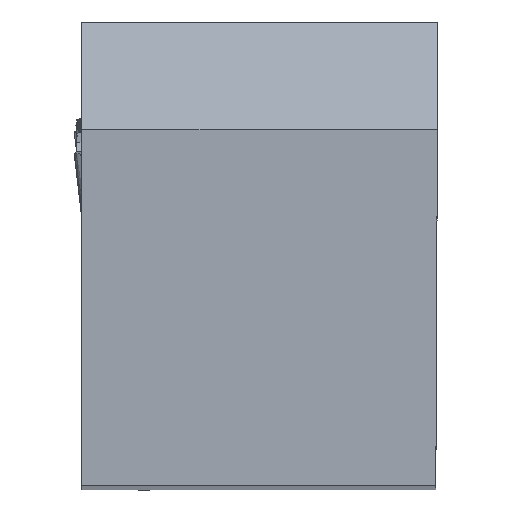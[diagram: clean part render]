
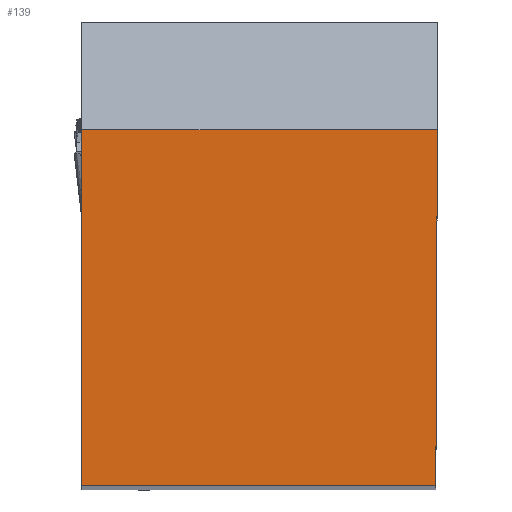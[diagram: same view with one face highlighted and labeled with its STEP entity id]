
A CAD part, top view. The second image highlights one B-rep face of the part: STEP entity #139.
In plain terms, the highlighted planar face has unit normal (0, 0, 1).
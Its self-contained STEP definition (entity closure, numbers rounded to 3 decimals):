
#139=ADVANCED_FACE('BLANK_BOXF006',(#248),#203,.T.);
#203=PLANE('',#1440);
#248=FACE_OUTER_BOUND('',#314,.T.);
#314=EDGE_LOOP('',(#510,#511,#512,#513));
#510=ORIENTED_EDGE('',*,*,#968,.F.);
#511=ORIENTED_EDGE('',*,*,#992,.F.);
#512=ORIENTED_EDGE('',*,*,#938,.F.);
#513=ORIENTED_EDGE('',*,*,#985,.T.);
#812=VERTEX_POINT('',#1809);
#813=VERTEX_POINT('',#1811);
#841=VERTEX_POINT('',#1898);
#842=VERTEX_POINT('',#1900);
#938=EDGE_CURVE('',#812,#813,#1122,.T.);
#968=EDGE_CURVE('',#841,#842,#1143,.T.);
#985=EDGE_CURVE('',#812,#842,#1156,.T.);
#992=EDGE_CURVE('',#813,#841,#1161,.T.);
#1122=LINE('',#1810,#1244);
#1143=LINE('',#1899,#1265);
#1156=LINE('',#1940,#1278);
#1161=LINE('',#1965,#1283);
#1244=VECTOR('',#1513,1.);
#1265=VECTOR('',#1544,1.);
#1278=VECTOR('',#1569,1.);
#1283=VECTOR('',#1584,1.);
#1440=AXIS2_PLACEMENT_3D('',#1966,#1585,#1586);
#1513=DIRECTION('',(0.,1.,0.));
#1544=DIRECTION('',(-0.004,-1.,0.));
#1569=DIRECTION('',(1.,0.,0.));
#1584=DIRECTION('',(1.,0.,0.));
#1585=DIRECTION('',(0.,0.,1.));
#1586=DIRECTION('',(-1.,0.,0.));
#1809=CARTESIAN_POINT('',(-15.9,0.,0.));
#1810=CARTESIAN_POINT('',(-15.9,21.9,0.));
#1811=CARTESIAN_POINT('',(-15.9,15.9,0.));
#1898=CARTESIAN_POINT('',(0.,15.9,0.));
#1899=CARTESIAN_POINT('',(0.027,21.996,0.));
#1900=CARTESIAN_POINT('',(-0.069,0.,0.));
#1940=CARTESIAN_POINT('',(22.,0.,0.));
#1965=CARTESIAN_POINT('',(22.,15.9,0.));
#1966=CARTESIAN_POINT('',(22.,21.9,0.));
